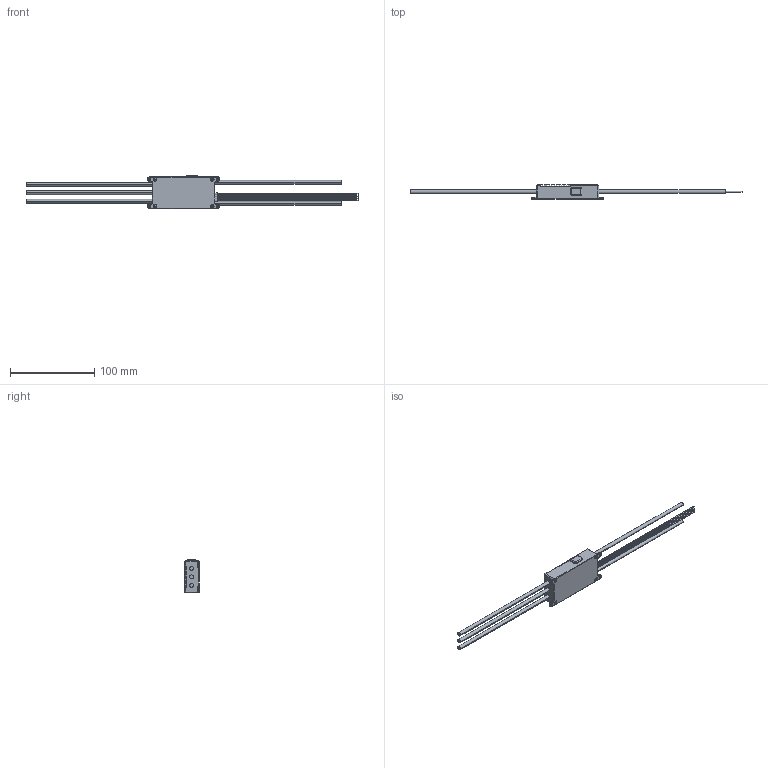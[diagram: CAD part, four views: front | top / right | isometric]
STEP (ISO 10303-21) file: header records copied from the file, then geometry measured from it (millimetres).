
FILE_DESCRIPTION((''),'2;1');
FILE_NAME('211122_UAV-ESC_52-30','2022-01-26T07:23:26',('mmagvisi'),(''),'CREO PARAMETRIC BY PTC INC, 2020354','CREO PARAMETRIC BY PTC INC, 2020354','');
FILE_SCHEMA(('CONFIG_CONTROL_DESIGN','SHAPE_APPEARANCE_LAYERS_GROUPS'));
Length unit declared in the file: millimetre
Products named in the file (1): 211122_UAV-ESC_52-30
Bounding box: 394 x 17 x 40 mm (x, y, z)
Volume: 58507.3 mm3; surface area: 24831.4 mm2
Topology: 1 solids, 8 shells, 1079 faces, 2593 edges, 1692 vertices
Faces by surface type: plane 918, cylinder 117, cone 24, torus 8, sphere 8, extrusion 4
Entity records: 39527 total; most frequent: CARTESIAN_POINT 5426, ORIENTED_EDGE 5174, DIRECTION 5037, PRESENTATION_STYLE_ASSIGNMENT 2691, STYLED_ITEM 2588, CURVE_STYLE 2587, EDGE_CURVE 2587, VECTOR 2275
